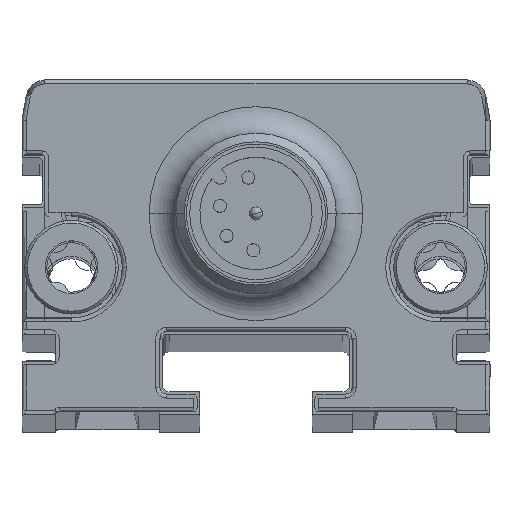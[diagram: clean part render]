
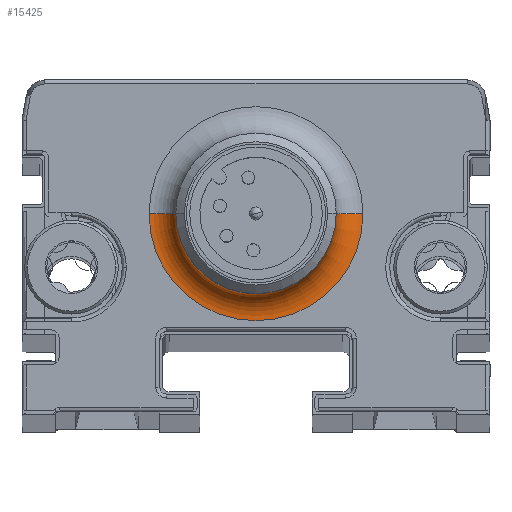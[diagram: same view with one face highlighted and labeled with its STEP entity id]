
A CAD part, top view. The second image highlights one B-rep face of the part: STEP entity #15425.
In plain terms, the highlighted toroidal (fillet/blend) face has major radius 8 mm and minor radius 2 mm.
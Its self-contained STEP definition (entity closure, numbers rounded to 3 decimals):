
#193 = AXIS2_PLACEMENT_3D ( 'NONE', #8912, #197, #12607 ) ;
#197 = DIRECTION ( 'NONE',  ( 0., 1., 0. ) ) ;
#264 = CARTESIAN_POINT ( 'NONE',  ( 0., 15., 11.8 ) ) ;
#367 = ORIENTED_EDGE ( 'NONE', *, *, #17117, .F. ) ;
#775 = DIRECTION ( 'NONE',  ( 0., 0., -1. ) ) ;
#1249 = TOROIDAL_SURFACE ( 'NONE', #11449, 8., 2. ) ;
#1445 = FACE_OUTER_BOUND ( 'NONE', #17127, .T. ) ;
#1503 = AXIS2_PLACEMENT_3D ( 'NONE', #9283, #4475, #12649 ) ;
#1686 = DIRECTION ( 'NONE',  ( 1., 0., 0. ) ) ;
#2122 = EDGE_CURVE ( 'NONE', #6060, #13075, #16186, .T. ) ;
#3180 = CARTESIAN_POINT ( 'NONE',  ( -6., 15., 11.8 ) ) ;
#3232 = CARTESIAN_POINT ( 'NONE',  ( 6., 15., 11.8 ) ) ;
#4475 = DIRECTION ( 'NONE',  ( 0., 0., -1. ) ) ;
#4686 = CARTESIAN_POINT ( 'NONE',  ( -8., 15., 9.8 ) ) ;
#5246 = EDGE_CURVE ( 'NONE', #10931, #13075, #5892, .T. ) ;
#5892 = CIRCLE ( 'NONE', #1503, 8. ) ;
#5947 = DIRECTION ( 'NONE',  ( 0., 0., 1. ) ) ;
#6060 = VERTEX_POINT ( 'NONE', #3180 ) ;
#6698 = EDGE_CURVE ( 'NONE', #6060, #6797, #8070, .T. ) ;
#6797 = VERTEX_POINT ( 'NONE', #3232 ) ;
#7620 = CARTESIAN_POINT ( 'NONE',  ( 8., 15., 9.8 ) ) ;
#8070 = CIRCLE ( 'NONE', #9062, 6. ) ;
#8194 = ORIENTED_EDGE ( 'NONE', *, *, #6698, .F. ) ;
#8912 = CARTESIAN_POINT ( 'NONE',  ( -8., 15., 11.8 ) ) ;
#9062 = AXIS2_PLACEMENT_3D ( 'NONE', #16406, #14350, #11888 ) ;
#9078 = DIRECTION ( 'NONE',  ( 0., -1., 0. ) ) ;
#9283 = CARTESIAN_POINT ( 'NONE',  ( 0., 15., 9.8 ) ) ;
#10347 = AXIS2_PLACEMENT_3D ( 'NONE', #16889, #9078, #775 ) ;
#10516 = CIRCLE ( 'NONE', #10347, 2. ) ;
#10931 = VERTEX_POINT ( 'NONE', #7620 ) ;
#11449 = AXIS2_PLACEMENT_3D ( 'NONE', #264, #5947, #1686 ) ;
#11888 = DIRECTION ( 'NONE',  ( 1., 0., 0. ) ) ;
#12607 = DIRECTION ( 'NONE',  ( -1., 0., 0. ) ) ;
#12649 = DIRECTION ( 'NONE',  ( 1., 0., 0. ) ) ;
#13075 = VERTEX_POINT ( 'NONE', #4686 ) ;
#14350 = DIRECTION ( 'NONE',  ( 0., 0., 1. ) ) ;
#14663 = ORIENTED_EDGE ( 'NONE', *, *, #5246, .F. ) ;
#15425 = ADVANCED_FACE ( 'NONE', ( #1445 ), #1249, .F. ) ;
#16186 = CIRCLE ( 'NONE', #193, 2. ) ;
#16406 = CARTESIAN_POINT ( 'NONE',  ( 0., 15., 11.8 ) ) ;
#16652 = ORIENTED_EDGE ( 'NONE', *, *, #2122, .T. ) ;
#16889 = CARTESIAN_POINT ( 'NONE',  ( 8., 15., 11.8 ) ) ;
#17117 = EDGE_CURVE ( 'NONE', #6797, #10931, #10516, .T. ) ;
#17127 = EDGE_LOOP ( 'NONE', ( #8194, #16652, #14663, #367 ) ) ;
